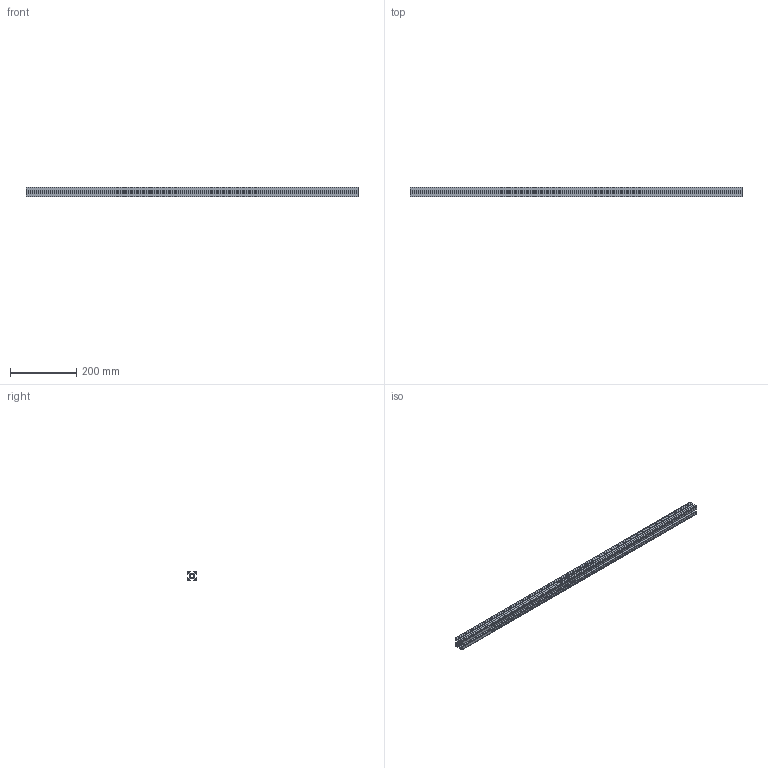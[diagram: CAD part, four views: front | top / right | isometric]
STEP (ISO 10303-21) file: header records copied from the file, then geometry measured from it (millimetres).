
FILE_DESCRIPTION((''),'2;1');
FILE_NAME('AR3703 profil 30x30.stp','2015-09-16T10:24:17',('Konstruktor II'),(''),'Autodesk Inventor 2013','Autodesk Inventor 2013','');
FILE_SCHEMA(('AUTOMOTIVE_DESIGN { 1 0 10303 214 1 1 1 1 }'));
Length unit declared in the file: millimetre
Products named in the file (1): AR3703 profil 30x30
Bounding box: 1000 x 30 x 30 mm (x, y, z)
Volume: 297352.7 mm3; surface area: 350316.8 mm2
Topology: 1 solids, 1 shells, 146 faces, 432 edges, 288 vertices
Faces by surface type: plane 98, cylinder 48
Entity records: 4918 total; most frequent: CARTESIAN_POINT 867, ORIENTED_EDGE 864, DIRECTION 822, EDGE_CURVE 432, VECTOR 336, LINE 336, VERTEX_POINT 288, AXIS2_PLACEMENT_3D 243
